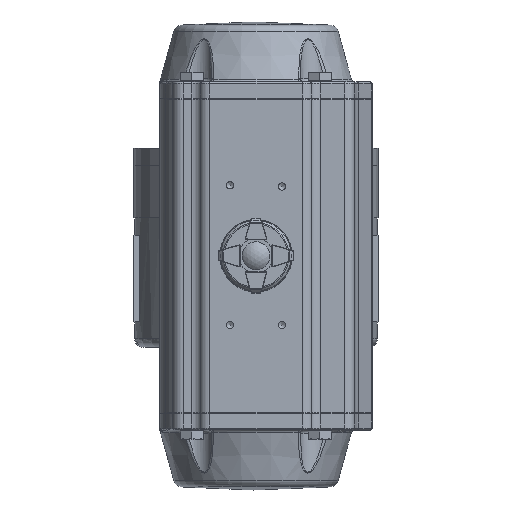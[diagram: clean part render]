
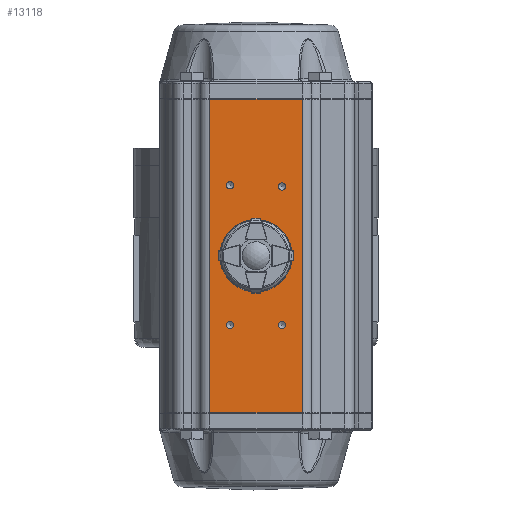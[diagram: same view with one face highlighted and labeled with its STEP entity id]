
A CAD part, top view. The second image highlights one B-rep face of the part: STEP entity #13118.
In plain terms, the highlighted face is planar.
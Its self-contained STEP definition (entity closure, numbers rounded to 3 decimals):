
#482=PLANE('',#15519);
#1310=LINE('',#26503,#2124);
#1312=LINE('',#26514,#2126);
#1397=LINE('',#26746,#2211);
#1398=LINE('',#26747,#2212);
#2124=VECTOR('',#18251,1000.);
#2126=VECTOR('',#18261,1000.);
#2211=VECTOR('',#18470,1000.);
#2212=VECTOR('',#18471,1000.);
#5011=ORIENTED_EDGE('',*,*,#7641,.T.);
#5012=ORIENTED_EDGE('',*,*,#7751,.T.);
#5013=ORIENTED_EDGE('',*,*,#7636,.F.);
#5014=ORIENTED_EDGE('',*,*,#7752,.T.);
#5015=ORIENTED_EDGE('',*,*,#7531,.F.);
#5016=ORIENTED_EDGE('',*,*,#7529,.F.);
#5017=ORIENTED_EDGE('',*,*,#7527,.F.);
#5018=ORIENTED_EDGE('',*,*,#7525,.F.);
#5019=ORIENTED_EDGE('',*,*,#7551,.T.);
#7525=EDGE_CURVE('',#9084,#9084,#10127,.T.);
#7527=EDGE_CURVE('',#9087,#9087,#10129,.T.);
#7529=EDGE_CURVE('',#9090,#9090,#10131,.T.);
#7531=EDGE_CURVE('',#9093,#9093,#10133,.T.);
#7551=EDGE_CURVE('',#9121,#9121,#10153,.T.);
#7636=EDGE_CURVE('',#9200,#9201,#1310,.T.);
#7641=EDGE_CURVE('',#9205,#9204,#1312,.T.);
#7751=EDGE_CURVE('',#9204,#9201,#1397,.T.);
#7752=EDGE_CURVE('',#9200,#9205,#1398,.T.);
#9084=VERTEX_POINT('',#26242);
#9087=VERTEX_POINT('',#26249);
#9090=VERTEX_POINT('',#26256);
#9093=VERTEX_POINT('',#26263);
#9121=VERTEX_POINT('',#26329);
#9200=VERTEX_POINT('',#26504);
#9201=VERTEX_POINT('',#26505);
#9204=VERTEX_POINT('',#26513);
#9205=VERTEX_POINT('',#26515);
#10127=CIRCLE('',#15350,2.1);
#10129=CIRCLE('',#15354,2.1);
#10131=CIRCLE('',#15358,2.1);
#10133=CIRCLE('',#15362,2.1);
#10153=CIRCLE('',#15400,18.3);
#11065=EDGE_LOOP('',(#5011,#5012,#5013,#5014));
#11066=EDGE_LOOP('',(#5015));
#11067=EDGE_LOOP('',(#5016));
#11068=EDGE_LOOP('',(#5017));
#11069=EDGE_LOOP('',(#5018));
#11070=EDGE_LOOP('',(#5019));
#12122=FACE_BOUND('',#11065,.T.);
#12123=FACE_BOUND('',#11066,.T.);
#12124=FACE_BOUND('',#11067,.T.);
#12125=FACE_BOUND('',#11068,.T.);
#12126=FACE_BOUND('',#11069,.T.);
#12127=FACE_BOUND('',#11070,.T.);
#13118=ADVANCED_FACE('',(#12122,#12123,#12124,#12125,#12126,#12127),#482,
 .F.);
#15350=AXIS2_PLACEMENT_3D('',#26241,#18001,#18002);
#15354=AXIS2_PLACEMENT_3D('',#26248,#18009,#18010);
#15358=AXIS2_PLACEMENT_3D('',#26255,#18017,#18018);
#15362=AXIS2_PLACEMENT_3D('',#26262,#18025,#18026);
#15400=AXIS2_PLACEMENT_3D('',#26328,#18101,#18102);
#15519=AXIS2_PLACEMENT_3D('',#26745,#18468,#18469);
#18001=DIRECTION('',(0.,1.,0.));
#18002=DIRECTION('',(0.,0.,1.));
#18009=DIRECTION('',(0.,1.,0.));
#18010=DIRECTION('',(0.,0.,1.));
#18017=DIRECTION('',(0.,1.,0.));
#18018=DIRECTION('',(0.,0.,1.));
#18025=DIRECTION('',(0.,1.,0.));
#18026=DIRECTION('',(0.,0.,1.));
#18101=DIRECTION('',(0.,-1.,0.));
#18102=DIRECTION('',(0.,0.,1.));
#18251=DIRECTION('',(0.,0.,-1.));
#18261=DIRECTION('',(0.,0.,-1.));
#18468=DIRECTION('',(0.,-1.,0.));
#18469=DIRECTION('',(0.,0.,-1.));
#18470=DIRECTION('',(-1.,0.,0.));
#18471=DIRECTION('',(1.,0.,0.));
#26241=CARTESIAN_POINT('',(15.,64.,40.729));
#26242=CARTESIAN_POINT('',(15.,64.,42.829));
#26248=CARTESIAN_POINT('',(-15.,64.,40.));
#26249=CARTESIAN_POINT('',(-15.,64.,42.1));
#26255=CARTESIAN_POINT('',(15.,64.,-40.));
#26256=CARTESIAN_POINT('',(15.,64.,-37.9));
#26262=CARTESIAN_POINT('',(-15.,64.,-40.));
#26263=CARTESIAN_POINT('',(-15.,64.,-37.9));
#26328=CARTESIAN_POINT('',(0.,64.,0.));
#26329=CARTESIAN_POINT('',(0.,64.,18.3));
#26503=CARTESIAN_POINT('',(-26.647,64.,91.));
#26504=CARTESIAN_POINT('',(-26.647,64.,90.5));
#26505=CARTESIAN_POINT('',(-26.647,64.,-90.5));
#26513=CARTESIAN_POINT('',(26.647,64.,-90.5));
#26514=CARTESIAN_POINT('',(26.647,64.,91.));
#26515=CARTESIAN_POINT('',(26.647,64.,90.5));
#26745=CARTESIAN_POINT('',(26.647,64.,91.));
#26746=CARTESIAN_POINT('',(26.647,64.,-90.5));
#26747=CARTESIAN_POINT('',(26.647,64.,90.5));
